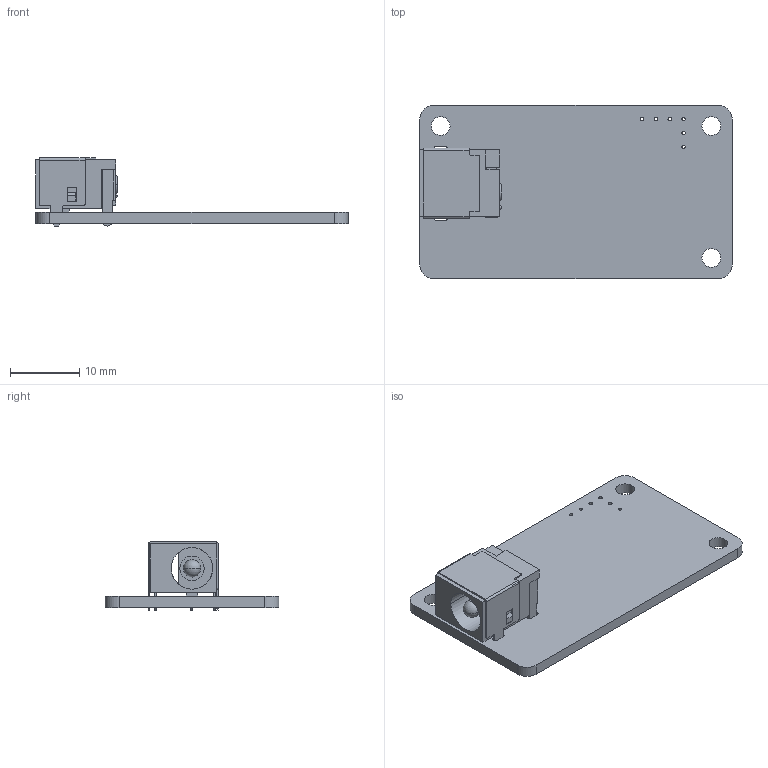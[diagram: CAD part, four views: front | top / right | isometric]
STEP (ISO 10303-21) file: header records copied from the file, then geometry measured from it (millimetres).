
FILE_DESCRIPTION(('KiCad electronic assembly'),'2;1');
FILE_NAME('esp8266_rgb_strip_controller.step','2019-04-14T14:47:51',( 'An Author'),('A Company'),'Open CASCADE STEP processor 7.3', 'KiCad to STEP converter','Unknown');
FILE_SCHEMA(('AUTOMOTIVE_DESIGN { 1 0 10303 214 1 1 1 1 }'));
Length unit declared in the file: millimetre
Products named in the file (8): Open CASCADE STEP translator 7.3 1; pj-051b; SOLID; COMPOUND
Assembly tree (7 placements, depth 3):
  Open CASCADE STEP translator 7.3 1
    pj-051b
      SOLID
      SOLID
      SOLID
      SOLID
      SOLID
    COMPOUND
Bounding box: 45 x 25 x 9.8 mm (x, y, z)
Volume: 2284.9 mm3; surface area: 3866.3 mm2
Topology: 6 solids, 6 shells, 216 faces, 589 edges, 390 vertices
Faces by surface type: plane 154, cylinder 54, torus 4, sphere 4
Full cylindrical faces by diameter (mm): 0.5 x6, 2.7 x3
Entity records: 16129 total; most frequent: CARTESIAN_POINT 2729, DIRECTION 2291, LINE 1503, VECTOR 1503, ORIENTED_EDGE 1170, PCURVE 1170, DEFINITIONAL_REPRESENTATION 1170, EDGE_CURVE 585
